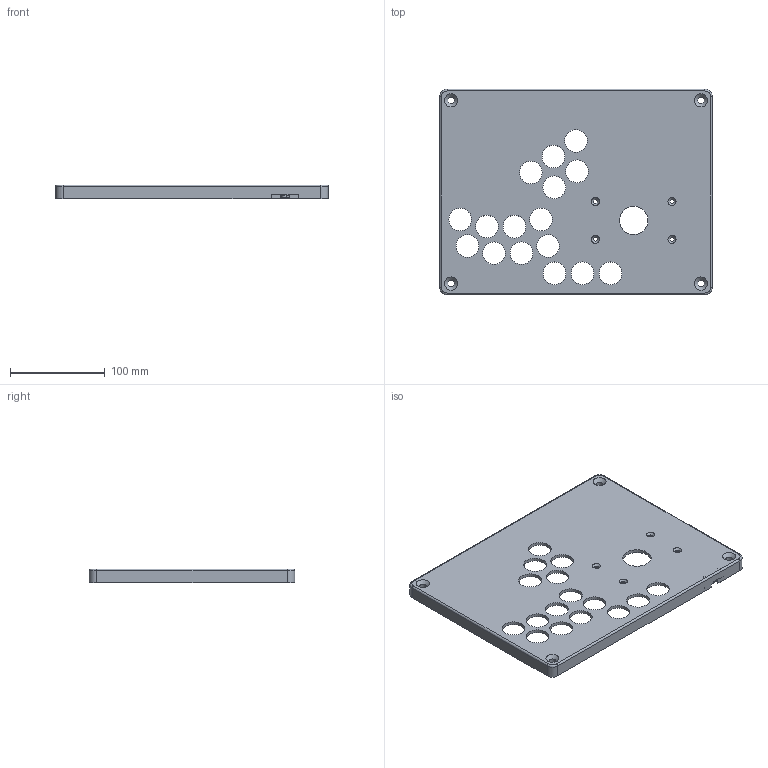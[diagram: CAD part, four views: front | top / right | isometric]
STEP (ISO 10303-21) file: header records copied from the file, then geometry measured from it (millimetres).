
FILE_DESCRIPTION(('HOOPS Exchange Step'),'2;1');
FILE_NAME('stickwichv8top-home-8button24mm.stp','2024-04-22T12:17:17-05:00',('ryan'),('Unknown organisation'),'HOOPS Exchange 2023.1','HOOPS Exchange','Unknown authorisation');
FILE_SCHEMA( ('AP203_CONFIGURATION_CONTROLLED_3D_DESIGN_OF_MECHANICAL_PARTS_AND_ASSEMBLIES_MIM_LF') );
Length unit declared in the file: millimetre
Products named in the file (1): Extruded.009
Bounding box: 288.35 x 217.8 x 14.7 mm (x, y, z)
Volume: 239335.7 mm3; surface area: 141112 mm2
Topology: 1 solids, 1 shells, 142 faces, 412 edges, 286 vertices
Faces by surface type: plane 70, cylinder 56, bspline 8, cone 4, torus 4
Full cylindrical faces by diameter (mm): 2.1 x4, 2.8 x4, 5 x4, 6 x3, 6.959 x1, 7.241 x3, 24 x16, 30 x1
Entity records: 5750 total; most frequent: CARTESIAN_POINT 1733, DIRECTION 839, ORIENTED_EDGE 824, EDGE_CURVE 412, AXIS2_PLACEMENT_3D 312, VERTEX_POINT 286, VECTOR 215, LINE 215
